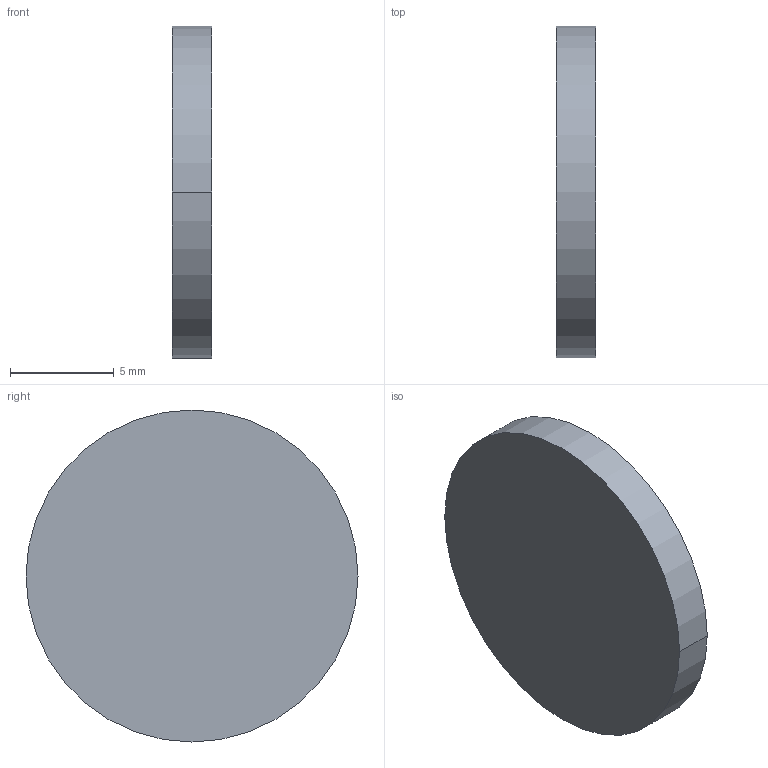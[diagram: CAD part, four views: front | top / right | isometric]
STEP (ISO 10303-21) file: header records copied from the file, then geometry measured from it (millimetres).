
FILE_DESCRIPTION (( 'STEP AP214' ), '1' );
FILE_NAME ('120147.STEP', '2019-06-20T02:21:05', ( '' ), ( '' ), 'SwSTEP 2.0', 'SolidWorks 2016', '' );
FILE_SCHEMA (( 'AUTOMOTIVE_DESIGN' ));
Length unit declared in the file: millimetre
Products named in the file (1): 120147
Bounding box: 1.89 x 16 x 16 mm (x, y, z)
Volume: 340.6 mm3; surface area: 497.5 mm2
Topology: 1 solids, 1 shells, 5 faces, 10 edges, 5 vertices
Faces by surface type: cylinder 2, torus 2, plane 1
Entity records: 154 total; most frequent: DIRECTION 26, CARTESIAN_POINT 19, ORIENTED_EDGE 16, AXIS2_PLACEMENT_3D 12, EDGE_CURVE 8, CIRCLE 6, VERTEX_POINT 5, ADVANCED_FACE 5
